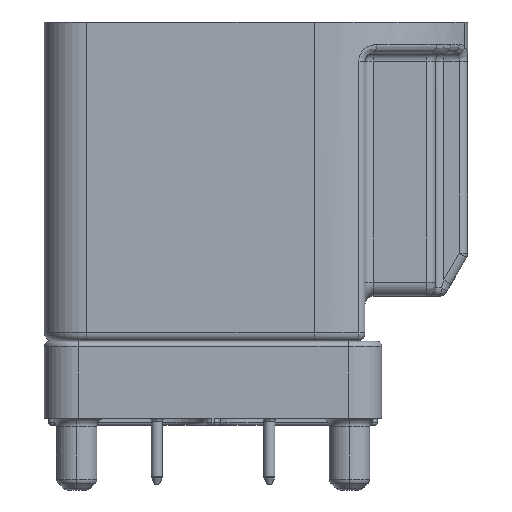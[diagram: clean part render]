
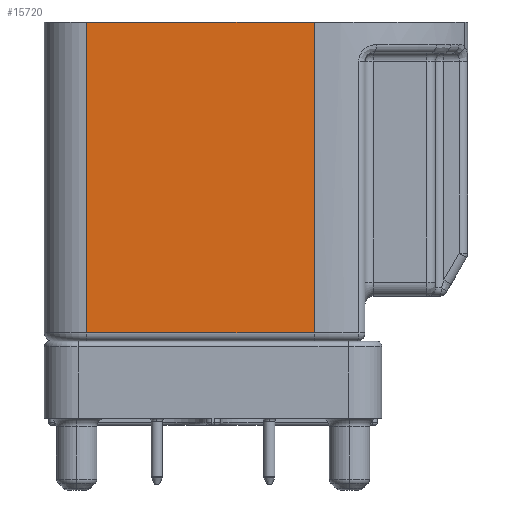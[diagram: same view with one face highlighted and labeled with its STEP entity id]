
A CAD part, left-side view. The second image highlights one B-rep face of the part: STEP entity #15720.
In plain terms, the highlighted planar face has unit normal (-1, 0, 0).
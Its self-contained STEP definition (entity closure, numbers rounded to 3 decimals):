
#2531=DIRECTION('',(0.,1.,0.));
#2532=VECTOR('',#2531,8.096);
#2533=CARTESIAN_POINT('',(-6.,-3.596,-11.05));
#2534=LINE('',#2533,#2532);
#2535=DIRECTION('',(0.,0.,1.));
#2536=VECTOR('',#2535,11.05);
#2537=CARTESIAN_POINT('',(-6.,4.5,-11.05));
#2538=LINE('',#2537,#2536);
#2539=DIRECTION('',(0.,0.,1.));
#2540=VECTOR('',#2539,11.05);
#2541=CARTESIAN_POINT('',(-6.,-3.596,-11.05));
#2542=LINE('',#2541,#2540);
#2803=DIRECTION('',(0.,1.,0.));
#2804=VECTOR('',#2803,8.096);
#2805=CARTESIAN_POINT('',(-6.,-3.596,0.));
#2806=LINE('',#2805,#2804);
#9462=CARTESIAN_POINT('',(-6.,-3.596,0.));
#9463=VERTEX_POINT('',#9462);
#9475=CARTESIAN_POINT('',(-6.,4.5,0.));
#9477=VERTEX_POINT('',#9475);
#9962=CARTESIAN_POINT('',(-6.,-3.596,-11.05));
#9963=CARTESIAN_POINT('',(-6.,4.5,-11.05));
#9964=VERTEX_POINT('',#9962);
#9965=VERTEX_POINT('',#9963);
#15707=CARTESIAN_POINT('',(-6.,-9.05,0.));
#15708=DIRECTION('',(-1.,0.,0.));
#15709=DIRECTION('',(0.,1.,0.));
#15710=AXIS2_PLACEMENT_3D('',#15707,#15708,#15709);
#15711=PLANE('',#15710);
#15712=ORIENTED_EDGE('',*,*,#11903,.T.);
#15714=ORIENTED_EDGE('',*,*,#15713,.T.);
#15716=ORIENTED_EDGE('',*,*,#15715,.F.);
#15717=ORIENTED_EDGE('',*,*,#15691,.F.);
#15718=EDGE_LOOP('',(#15712,#15714,#15716,#15717));
#15719=FACE_OUTER_BOUND('',#15718,.F.);
#15720=ADVANCED_FACE('',(#15719),#15711,.T.);
#11903=EDGE_CURVE('',#9964,#9965,#2534,.T.);
#15691=EDGE_CURVE('',#9964,#9463,#2542,.T.);
#15713=EDGE_CURVE('',#9965,#9477,#2538,.T.);
#15715=EDGE_CURVE('',#9463,#9477,#2806,.T.);
